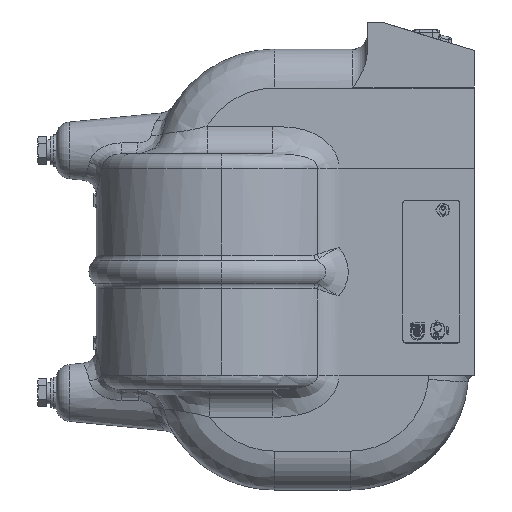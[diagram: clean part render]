
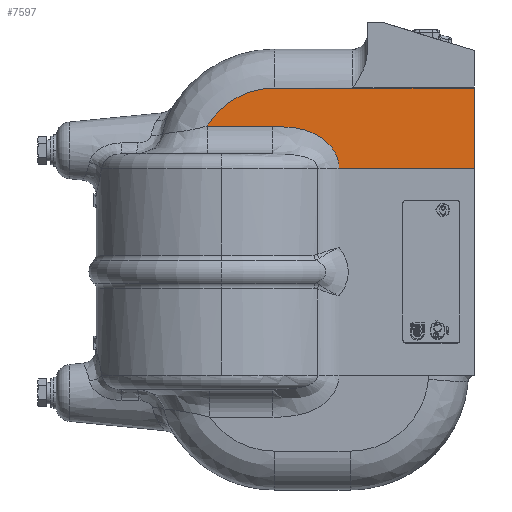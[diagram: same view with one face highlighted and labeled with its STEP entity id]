
A CAD part, left-side view. The second image highlights one B-rep face of the part: STEP entity #7597.
In plain terms, the highlighted planar face has unit normal (-1, 0, 0.026).
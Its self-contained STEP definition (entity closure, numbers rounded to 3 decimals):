
#4025 = CARTESIAN_POINT ( 'NONE',  ( -49.228, 187.194, 101.976 ) ) ;
#4027 = CARTESIAN_POINT ( 'NONE',  ( -49.228, 141.05, 101.976 ) ) ;
#4028 = CARTESIAN_POINT ( 'NONE',  ( -50., 94.757, 72.5 ) ) ;
#4029 = CARTESIAN_POINT ( 'NONE',  ( -50., 94.756, 72.5 ) ) ;
#4030 = CARTESIAN_POINT ( 'NONE',  ( -50., 0., 72.5 ) ) ;
#4031 = CARTESIAN_POINT ( 'NONE',  ( -48.527, 0., 128.733 ) ) ;
#4032 = CARTESIAN_POINT ( 'NONE',  ( -48.527, 140., 128.733 ) ) ;
#6601 =( BOUNDED_CURVE ( )  B_SPLINE_CURVE ( 3, ( #15403, #15408, #15409, #15410 ),
 .UNSPECIFIED., .F., .T. ) 
 B_SPLINE_CURVE_WITH_KNOTS ( ( 4, 4 ),
 ( 0., 1.032 ),
 .UNSPECIFIED. ) 
 CURVE ( )  GEOMETRIC_REPRESENTATION_ITEM ( )  RATIONAL_B_SPLINE_CURVE ( ( 1., 0.913, 0.913, 1. ) ) 
 REPRESENTATION_ITEM ( '' )  );
#6946 = EDGE_CURVE ( 'NONE', #10340, #10333, #6601, .T. ) ;
#6993 = EDGE_CURVE ( 'NONE', #10335, #10336, #15082, .T. ) ;
#6995 = EDGE_CURVE ( 'NONE', #10338, #10337, #14651, .T. ) ;
#6998 = EDGE_CURVE ( 'NONE', #10333, #10335, #14655, .T. ) ;
#6999 = EDGE_CURVE ( 'NONE', #10338, #10339, #14657, .T. ) ;
#7000 = EDGE_CURVE ( 'NONE', #10336, #10337, #15083, .T. ) ;
#7001 = EDGE_CURVE ( 'NONE', #10339, #10340, #14649, .T. ) ;
#7597 = ADVANCED_FACE ( 'NONE', ( #17679 ), #20777, .T. ) ;
#9445 = ORIENTED_EDGE ( 'NONE', *, *, #6998, .T. ) ;
#9446 = ORIENTED_EDGE ( 'NONE', *, *, #6993, .T. ) ;
#9447 = ORIENTED_EDGE ( 'NONE', *, *, #7000, .T. ) ;
#9448 = ORIENTED_EDGE ( 'NONE', *, *, #6995, .F. ) ;
#9449 = ORIENTED_EDGE ( 'NONE', *, *, #6999, .T. ) ;
#9450 = ORIENTED_EDGE ( 'NONE', *, *, #7001, .T. ) ;
#9451 = ORIENTED_EDGE ( 'NONE', *, *, #6946, .T. ) ;
#9582 = EDGE_LOOP ( 'NONE', ( #9445, #9446, #9447, #9448, #9449, #9450, #9451 ) ) ;
#10333 = VERTEX_POINT ( 'NONE', #4025 ) ;
#10335 = VERTEX_POINT ( 'NONE', #4027 ) ;
#10336 = VERTEX_POINT ( 'NONE', #4028 ) ;
#10337 = VERTEX_POINT ( 'NONE', #4029 ) ;
#10338 = VERTEX_POINT ( 'NONE', #4030 ) ;
#10339 = VERTEX_POINT ( 'NONE', #4031 ) ;
#10340 = VERTEX_POINT ( 'NONE', #4032 ) ;
#14649 = LINE ( 'NONE', #15770, #14650 ) ;
#14650 = VECTOR ( 'NONE', #15771, 1000. ) ;
#14651 = LINE ( 'NONE', #15754, #14652 ) ;
#14652 = VECTOR ( 'NONE', #15755, 1000. ) ;
#14653 = VECTOR ( 'NONE', #15763, 1000. ) ;
#14655 = LINE ( 'NONE', #15756, #14653 ) ;
#14657 = LINE ( 'NONE', #15764, #14658 ) ;
#14658 = VECTOR ( 'NONE', #15765, 1000. ) ;
#15082 = B_SPLINE_CURVE_WITH_KNOTS ( 'NONE', 3,
 ( #15711, #15719, #15720, #15721, #15722, #15723, #15724, #15725, #15726, #15727, #15728, #15729, #15730, #15731, #15732, #15733, #15734, #15735, #15736, #15737, #15738, #15739, #15740, #15741, #15742, #15743, #15744, #15745, #15746, #15747, #15748, #15749, #15750, #15751 ),
 .UNSPECIFIED., .F., .F.,
 ( 4, 2, 2, 2, 2, 2, 2, 2, 2, 2, 2, 2, 2, 2, 2, 2, 4 ),
 ( 0., 0.008, 0.015, 0.019, 0.021, 0.023, 0.03, 0.034, 0.038, 0.042, 0.044, 0.046, 0.049, 0.051, 0.053, 0.057, 0.061 ),
 .UNSPECIFIED. ) ;
#15083 = B_SPLINE_CURVE_WITH_KNOTS ( 'NONE', 3,
 ( #15715, #15767, #15768, #15769 ),
 .UNSPECIFIED., .F., .F.,
 ( 4, 4 ),
 ( 3.142, 3.142 ),
 .UNSPECIFIED. ) ;
#15403 = CARTESIAN_POINT ( 'NONE',  ( -48.527, 140., 128.733 ) ) ;
#15408 = CARTESIAN_POINT ( 'NONE',  ( -48.527, 159.801, 128.733 ) ) ;
#15409 = CARTESIAN_POINT ( 'NONE',  ( -48.783, 177.026, 118.967 ) ) ;
#15410 = CARTESIAN_POINT ( 'NONE',  ( -49.228, 187.194, 101.976 ) ) ;
#15711 = CARTESIAN_POINT ( 'NONE',  ( -49.228, 141.05, 101.976 ) ) ;
#15715 = CARTESIAN_POINT ( 'NONE',  ( -50., 94.757, 72.5 ) ) ;
#15719 = CARTESIAN_POINT ( 'NONE',  ( -49.228, 138.502, 101.976 ) ) ;
#15720 = CARTESIAN_POINT ( 'NONE',  ( -49.23, 135.962, 101.908 ) ) ;
#15721 = CARTESIAN_POINT ( 'NONE',  ( -49.239, 130.907, 101.563 ) ) ;
#15722 = CARTESIAN_POINT ( 'NONE',  ( -49.246, 128.391, 101.288 ) ) ;
#15723 = CARTESIAN_POINT ( 'NONE',  ( -49.263, 124.644, 100.663 ) ) ;
#15724 = CARTESIAN_POINT ( 'NONE',  ( -49.269, 123.399, 100.419 ) ) ;
#15725 = CARTESIAN_POINT ( 'NONE',  ( -49.28, 121.539, 99.992 ) ) ;
#15726 = CARTESIAN_POINT ( 'NONE',  ( -49.284, 120.92, 99.839 ) ) ;
#15727 = CARTESIAN_POINT ( 'NONE',  ( -49.293, 119.685, 99.511 ) ) ;
#15728 = CARTESIAN_POINT ( 'NONE',  ( -49.297, 119.068, 99.335 ) ) ;
#15729 = CARTESIAN_POINT ( 'NONE',  ( -49.322, 116.009, 98.402 ) ) ;
#15730 = CARTESIAN_POINT ( 'NONE',  ( -49.346, 113.638, 97.482 ) ) ;
#15731 = CARTESIAN_POINT ( 'NONE',  ( -49.391, 110.226, 95.775 ) ) ;
#15732 = CARTESIAN_POINT ( 'NONE',  ( -49.407, 109.113, 95.151 ) ) ;
#15733 = CARTESIAN_POINT ( 'NONE',  ( -49.443, 106.943, 93.777 ) ) ;
#15734 = CARTESIAN_POINT ( 'NONE',  ( -49.462, 105.901, 93.037 ) ) ;
#15735 = CARTESIAN_POINT ( 'NONE',  ( -49.504, 103.918, 91.447 ) ) ;
#15736 = CARTESIAN_POINT ( 'NONE',  ( -49.526, 102.975, 90.597 ) ) ;
#15737 = CARTESIAN_POINT ( 'NONE',  ( -49.562, 101.644, 89.229 ) ) ;
#15738 = CARTESIAN_POINT ( 'NONE',  ( -49.574, 101.213, 88.757 ) ) ;
#15739 = CARTESIAN_POINT ( 'NONE',  ( -49.6, 100.382, 87.782 ) ) ;
#15740 = CARTESIAN_POINT ( 'NONE',  ( -49.613, 99.98, 87.276 ) ) ;
#15741 = CARTESIAN_POINT ( 'NONE',  ( -49.654, 98.839, 85.73 ) ) ;
#15742 = CARTESIAN_POINT ( 'NONE',  ( -49.682, 98.158, 84.655 ) ) ;
#15743 = CARTESIAN_POINT ( 'NONE',  ( -49.726, 97.262, 82.972 ) ) ;
#15744 = CARTESIAN_POINT ( 'NONE',  ( -49.741, 96.984, 82.399 ) ) ;
#15745 = CARTESIAN_POINT ( 'NONE',  ( -49.771, 96.473, 81.228 ) ) ;
#15746 = CARTESIAN_POINT ( 'NONE',  ( -49.787, 96.238, 80.629 ) ) ;
#15747 = CARTESIAN_POINT ( 'NONE',  ( -49.835, 95.609, 78.803 ) ) ;
#15748 = CARTESIAN_POINT ( 'NONE',  ( -49.867, 95.293, 77.568 ) ) ;
#15749 = CARTESIAN_POINT ( 'NONE',  ( -49.933, 94.867, 75.061 ) ) ;
#15750 = CARTESIAN_POINT ( 'NONE',  ( -49.966, 94.757, 73.79 ) ) ;
#15751 = CARTESIAN_POINT ( 'NONE',  ( -50., 94.757, 72.5 ) ) ;
#15754 = CARTESIAN_POINT ( 'NONE',  ( -50., 223., 72.5 ) ) ;
#15755 = DIRECTION ( 'NONE',  ( 0., 1., 0. ) ) ;
#15756 = CARTESIAN_POINT ( 'NONE',  ( -49.228, 223., 101.976 ) ) ;
#15763 = DIRECTION ( 'NONE',  ( 0., -1., 0. ) ) ;
#15764 = CARTESIAN_POINT ( 'NONE',  ( -44.09, 0., 298.195 ) ) ;
#15765 = DIRECTION ( 'NONE',  ( 0.026, 0., 1. ) ) ;
#15767 = CARTESIAN_POINT ( 'NONE',  ( -50., 94.757, 72.5 ) ) ;
#15768 = CARTESIAN_POINT ( 'NONE',  ( -50., 94.757, 72.5 ) ) ;
#15769 = CARTESIAN_POINT ( 'NONE',  ( -50., 94.756, 72.5 ) ) ;
#15770 = CARTESIAN_POINT ( 'NONE',  ( -48.527, 223., 128.733 ) ) ;
#15771 = DIRECTION ( 'NONE',  ( 0., 1., 0. ) ) ;
#17679 = FACE_OUTER_BOUND ( 'NONE', #9582, .T. ) ;
#19494 = AXIS2_PLACEMENT_3D ( 'NONE', #20775, #20780, #20781 ) ;
#20775 = CARTESIAN_POINT ( 'NONE',  ( -50., 223., 72.5 ) ) ;
#20777 = PLANE ( 'NONE',  #19494 ) ;
#20780 = DIRECTION ( 'NONE',  ( -1., 0., 0.026 ) ) ;
#20781 = DIRECTION ( 'NONE',  ( 0.026, 0., 1. ) ) ;
